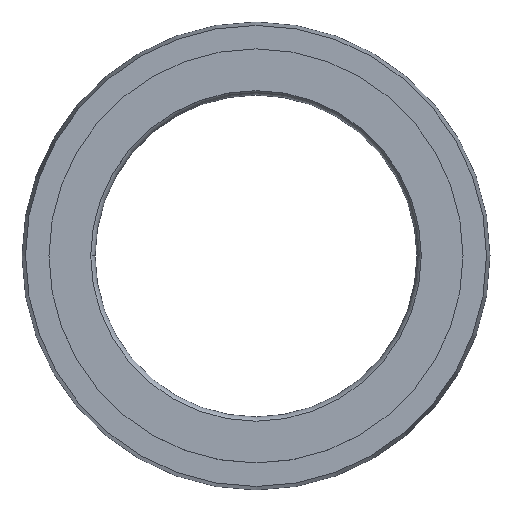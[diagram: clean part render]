
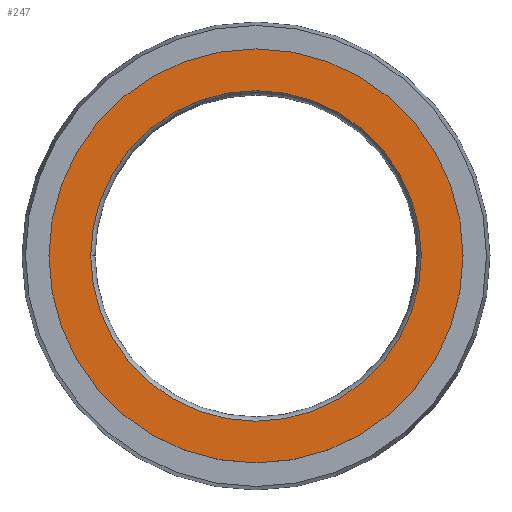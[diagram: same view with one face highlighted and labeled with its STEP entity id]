
A CAD part, top view. The second image highlights one B-rep face of the part: STEP entity #247.
In plain terms, the highlighted planar face has unit normal (0, 0, 1).
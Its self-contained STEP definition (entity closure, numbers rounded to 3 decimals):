
#12 = DIRECTION ( 'NONE',  ( 1., 0., 0. ) ) ;
#17 = CARTESIAN_POINT ( 'NONE',  ( 0., 0., 0. ) ) ;
#58 = EDGE_LOOP ( 'NONE', ( #178, #132 ) ) ;
#77 = CARTESIAN_POINT ( 'NONE',  ( -9.5, 0., 0. ) ) ;
#88 = CARTESIAN_POINT ( 'NONE',  ( 0., 0., 0. ) ) ;
#94 = VERTEX_POINT ( 'NONE', #77 ) ;
#122 = CIRCLE ( 'NONE', #580, 9.5 ) ;
#132 = ORIENTED_EDGE ( 'NONE', *, *, #366, .F. ) ;
#139 = DIRECTION ( 'NONE',  ( 1., 0., 0. ) ) ;
#143 = DIRECTION ( 'NONE',  ( 0., 0., 1. ) ) ;
#155 = DIRECTION ( 'NONE',  ( 0., 0., 1. ) ) ;
#158 = EDGE_CURVE ( 'NONE', #439, #177, #384, .T. ) ;
#162 = FACE_OUTER_BOUND ( 'NONE', #464, .T. ) ;
#177 = VERTEX_POINT ( 'NONE', #325 ) ;
#178 = ORIENTED_EDGE ( 'NONE', *, *, #362, .F. ) ;
#247 = ADVANCED_FACE ( 'NONE', ( #340, #162 ), #333, .F. ) ;
#253 = CIRCLE ( 'NONE', #544, 11.9 ) ;
#257 = DIRECTION ( 'NONE',  ( 1., 0., 0. ) ) ;
#297 = DIRECTION ( 'NONE',  ( 0., 0., -1. ) ) ;
#314 = CARTESIAN_POINT ( 'NONE',  ( 9.5, 0., 0. ) ) ;
#325 = CARTESIAN_POINT ( 'NONE',  ( -11.9, 0., 0. ) ) ;
#333 = PLANE ( 'NONE',  #503 ) ;
#336 = DIRECTION ( 'NONE',  ( -1., 0., 0. ) ) ;
#340 = FACE_BOUND ( 'NONE', #58, .T. ) ;
#362 = EDGE_CURVE ( 'NONE', #510, #94, #455, .T. ) ;
#366 = EDGE_CURVE ( 'NONE', #94, #510, #122, .T. ) ;
#375 = ORIENTED_EDGE ( 'NONE', *, *, #454, .T. ) ;
#377 = DIRECTION ( 'NONE',  ( 1., 0., 0. ) ) ;
#379 = CARTESIAN_POINT ( 'NONE',  ( 0., 0., 0. ) ) ;
#384 = CIRCLE ( 'NONE', #596, 11.9 ) ;
#385 = ORIENTED_EDGE ( 'NONE', *, *, #158, .T. ) ;
#420 = DIRECTION ( 'NONE',  ( 0., 0., 1. ) ) ;
#432 = DIRECTION ( 'NONE',  ( 0., 0., 1. ) ) ;
#439 = VERTEX_POINT ( 'NONE', #504 ) ;
#454 = EDGE_CURVE ( 'NONE', #177, #439, #253, .T. ) ;
#455 = CIRCLE ( 'NONE', #605, 9.5 ) ;
#464 = EDGE_LOOP ( 'NONE', ( #385, #375 ) ) ;
#503 = AXIS2_PLACEMENT_3D ( 'NONE', #88, #297, #336 ) ;
#504 = CARTESIAN_POINT ( 'NONE',  ( 11.9, 0., 0. ) ) ;
#510 = VERTEX_POINT ( 'NONE', #314 ) ;
#533 = CARTESIAN_POINT ( 'NONE',  ( 0., 0., 0. ) ) ;
#544 = AXIS2_PLACEMENT_3D ( 'NONE', #379, #420, #377 ) ;
#546 = CARTESIAN_POINT ( 'NONE',  ( 0., 0., 0. ) ) ;
#580 = AXIS2_PLACEMENT_3D ( 'NONE', #17, #432, #12 ) ;
#596 = AXIS2_PLACEMENT_3D ( 'NONE', #533, #143, #139 ) ;
#605 = AXIS2_PLACEMENT_3D ( 'NONE', #546, #155, #257 ) ;
